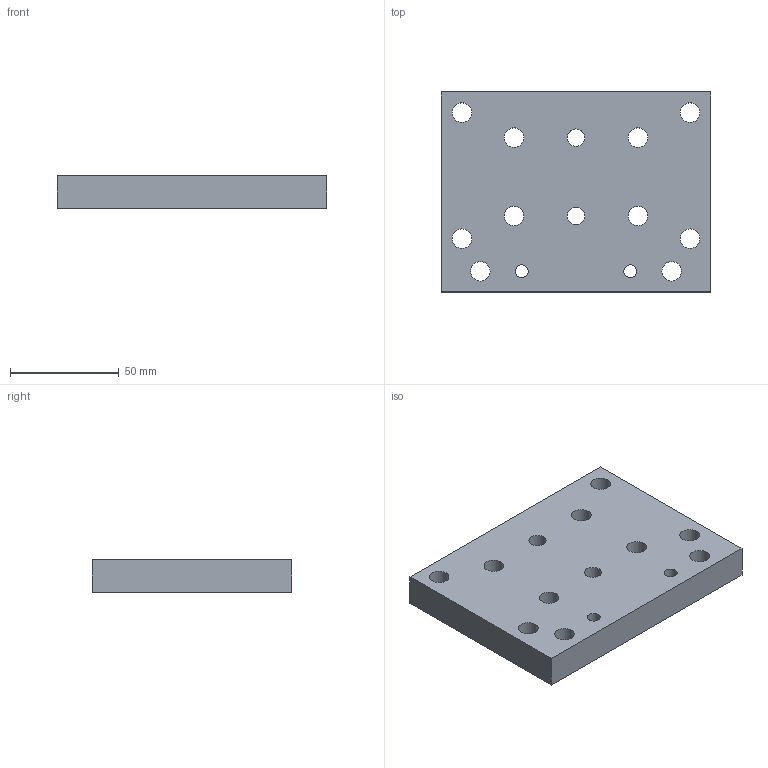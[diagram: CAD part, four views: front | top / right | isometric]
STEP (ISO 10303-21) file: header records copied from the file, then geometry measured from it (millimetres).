
FILE_DESCRIPTION(/* description */ ('Grundplatte'),/* implementation_level */ '2;1');
FILE_NAME(/* name */ '00039807.stp',/* time_stamp */ '2023-08-24T13:43:05+02:00',/* author */ ('Udo'),/* organization */ (''),/* preprocessor_version */ 'ST-DEVELOPER v19.2',/* originating_system */ 'Autodesk Inventor 2023',/* authorisation */ '');
FILE_SCHEMA (('AUTOMOTIVE_DESIGN { 1 0 10303 214 3 1 1 }'));
Length unit declared in the file: millimetre
Products named in the file (1): 00039807
Bounding box: 124 x 92 x 15 mm (x, y, z)
Volume: 153453.3 mm3; surface area: 34231.4 mm2
Topology: 1 solids, 1 shells, 32 faces, 72 edges, 48 vertices
Faces by surface type: cylinder 20, plane 12
Full cylindrical faces by diameter (mm): 6 x2, 8 x2, 9 x10, 15 x6
Entity records: 1015 total; most frequent: DIRECTION 178, CARTESIAN_POINT 153, ORIENTED_EDGE 144, AXIS2_PLACEMENT_3D 73, EDGE_CURVE 72, EDGE_LOOP 66, VERTEX_POINT 48, CIRCLE 40
